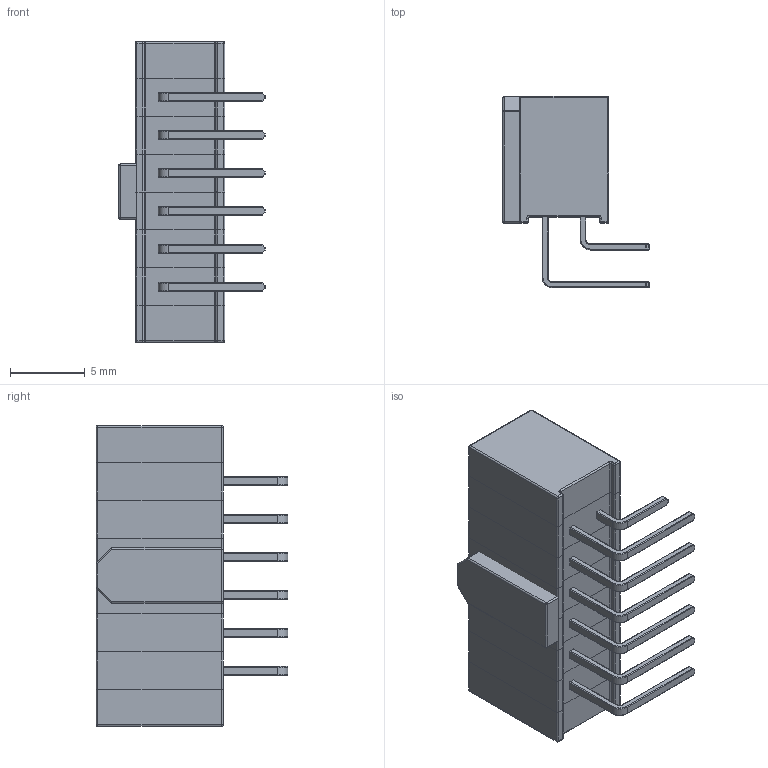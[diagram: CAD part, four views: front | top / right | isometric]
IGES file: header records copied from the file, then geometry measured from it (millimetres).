
Start section: SolidWorks IGES file using analytic representation for surfaces
Global section: file name: SFH11-xxPC-D04-RA-BK.IGS; native system: SolidWorks 2014; preprocessor: SolidWorks 2014; author: shane_sorenson; date: 180802.101533; units: millimetre
Bounding box: 9.8 x 12.84 x 20.16 mm (x, y, z)
Surface area: 1899 mm2 (no closed solid volume)
Topology: 0 solids, 0 shells, 1222 faces, 6348 edges, 6234 vertices
Faces by surface type: revolution 734, bspline 488
